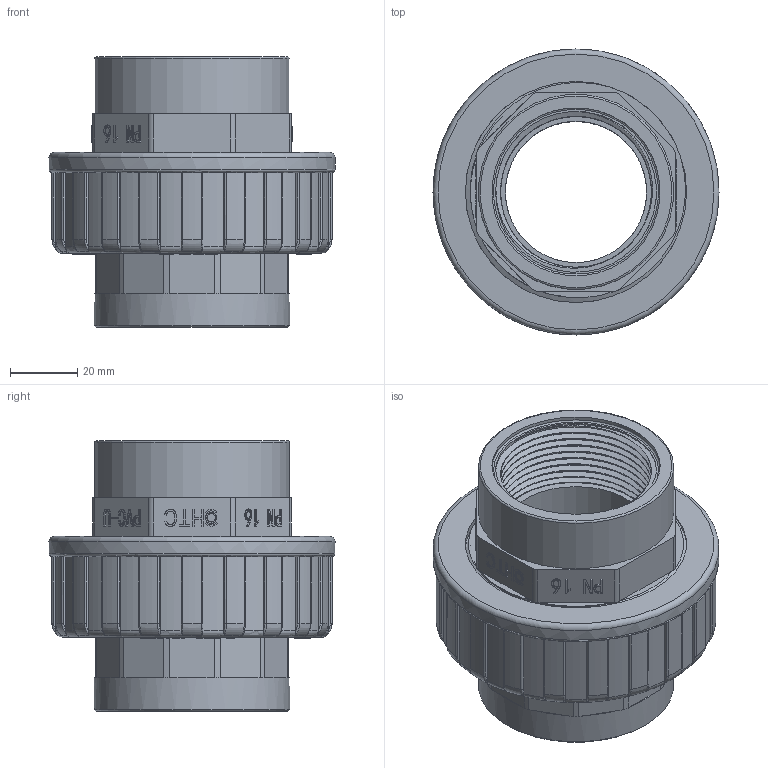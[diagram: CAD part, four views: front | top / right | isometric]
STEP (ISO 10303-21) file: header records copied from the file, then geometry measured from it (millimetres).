
FILE_DESCRIPTION(/* description */ (''),/* implementation_level */ '2;1');
FILE_NAME(/* name */ '50.stp',/* time_stamp */ '2025-05-09T09:50:31+08:00',/* author */ (''),/* organization */ (''),/* preprocessor_version */ 'ST-DEVELOPER v16.7',/* originating_system */ 'SIEMENS PLM Software NX 12.0',/* authorisation */ '');
FILE_SCHEMA (('AUTOMOTIVE_DESIGN { 1 0 10303 214 3 1 1 1 }'));
Length unit declared in the file: millimetre
Products named in the file (1): Admi38C49DCEyxk6
Bounding box: 85 x 85 x 80.5 mm (x, y, z)
Volume: 169878.6 mm3; surface area: 67725.3 mm2
Topology: 4 solids, 4 shells, 934 faces, 2533 edges, 1677 vertices
Faces by surface type: plane 528, extrusion 168, cylinder 156, bspline 51, torus 27, cone 4
Full cylindrical faces by diameter (mm): 2 x1, 2.486 x1, 3 x1, 3.315 x1, 42 x2, 47.803 x18, 48 x1, 50 x2, 58 x3, 59 x1, 62.752 x7, 63 x1, 65.71 x9, 85 x1
Entity records: 42643 total; most frequent: CARTESIAN_POINT 21234, ORIENTED_EDGE 4774, DIRECTION 3647, EDGE_CURVE 2387, VERTEX_POINT 1596, VECTOR 1577, LINE 1409, AXIS2_PLACEMENT_3D 1035
